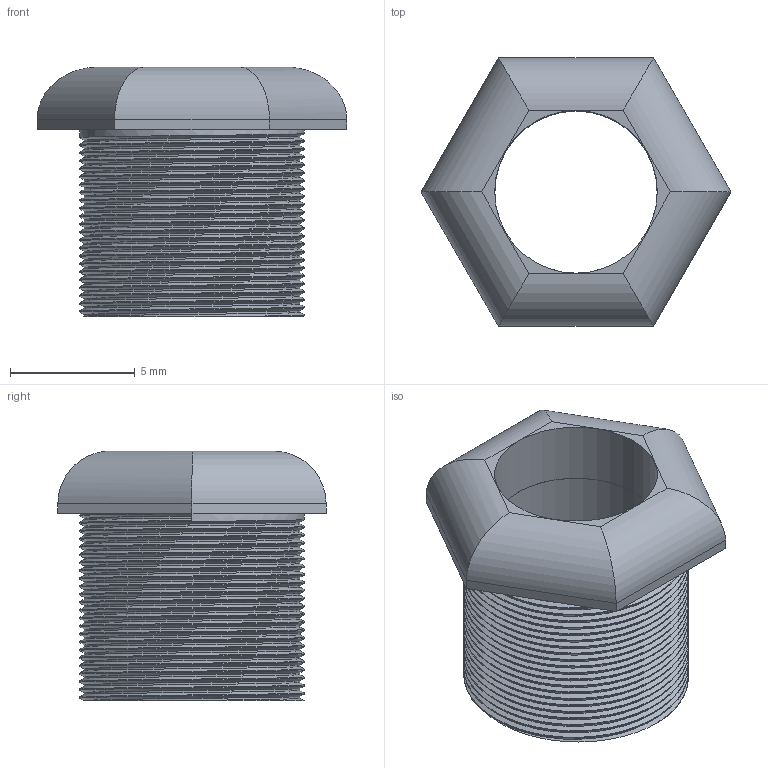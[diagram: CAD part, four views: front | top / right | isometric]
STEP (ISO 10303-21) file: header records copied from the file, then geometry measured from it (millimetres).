
FILE_DESCRIPTION (( 'STEP AP214' ), '1' );
FILE_NAME ('Screw.STEP', '2021-04-04T11:11:09', ( '' ), ( '' ), 'SwSTEP 2.0', 'SolidWorks 2020', '' );
FILE_SCHEMA (( 'AUTOMOTIVE_DESIGN' ));
Length unit declared in the file: millimetre
Products named in the file (1): Screw
Bounding box: 12.4 x 10.74 x 10 mm (x, y, z)
Volume: 342.9 mm3; surface area: 727.4 mm2
Topology: 1 solids, 1 shells, 72 faces, 195 edges, 127 vertices
Faces by surface type: cylinder 58, plane 11, bspline 3
Entity records: 4829 total; most frequent: CARTESIAN_POINT 3292, ORIENTED_EDGE 390, DIRECTION 241, EDGE_CURVE 195, VERTEX_POINT 127, AXIS2_PLACEMENT_3D 81, LINE 79, VECTOR 79
